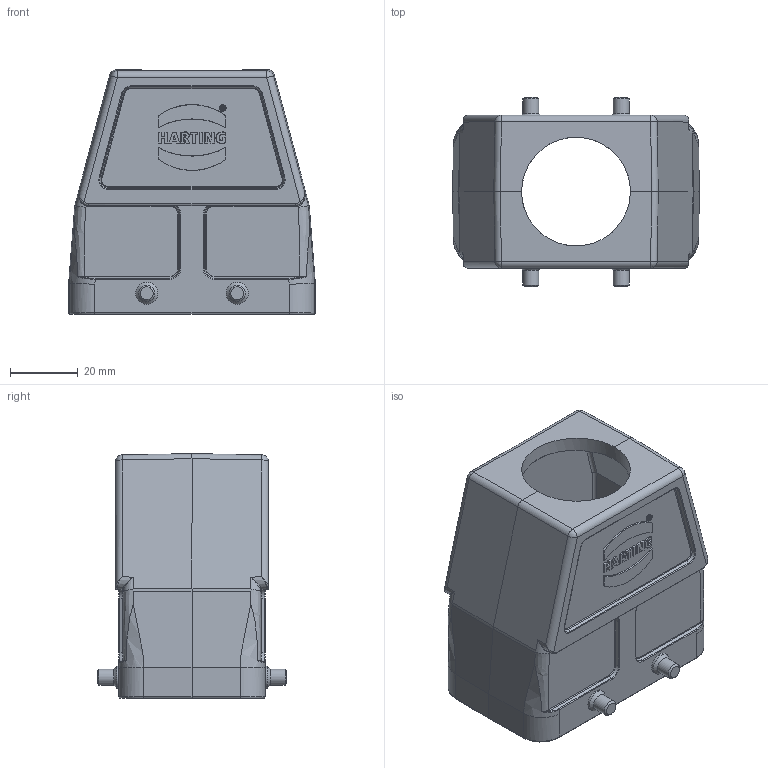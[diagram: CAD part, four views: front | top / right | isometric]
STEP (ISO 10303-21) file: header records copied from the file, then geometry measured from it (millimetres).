
FILE_DESCRIPTION(/* description */ (''),/* implementation_level */ '2;1');
FILE_NAME(/* name */ '100105851ugm000_c.stp',/* time_stamp */ '2017-10-27T13:38:04+02:00',/* author */ (''),/* organization */ (''),/* preprocessor_version */ 'ST-DEVELOPER v16',/* originating_system */ 'SIEMENS PLM Software NX 10.0',/* authorisation */ '');
FILE_SCHEMA (('AUTOMOTIVE_DESIGN { 1 0 10303 214 3 1 1 1 }'));
Length unit declared in the file: millimetre
Products named in the file (1): 100105851ugm000_c
Bounding box: 72.6 x 55.8 x 72 mm (x, y, z)
Volume: 58302.8 mm3; surface area: 32161.9 mm2
Topology: 1 solids, 1 shells, 469 faces, 1160 edges, 710 vertices
Faces by surface type: plane 170, cylinder 133, bspline 72, torus 44, cone 42, sphere 8
Full cylindrical faces by diameter (mm): 3 x4, 4 x4, 4.8 x4, 6.5 x4, 32 x1
Entity records: 16731 total; most frequent: CARTESIAN_POINT 5373, ORIENTED_EDGE 2204, DIRECTION 2080, EDGE_CURVE 1102, AXIS2_PLACEMENT_3D 779, VERTEX_POINT 694, EDGE_LOOP 526, LINE 522
